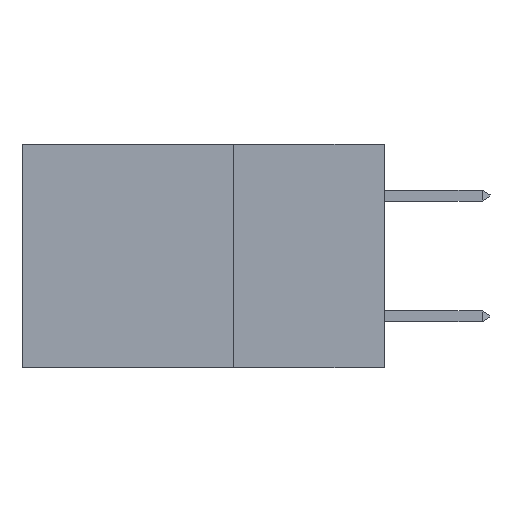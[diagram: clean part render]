
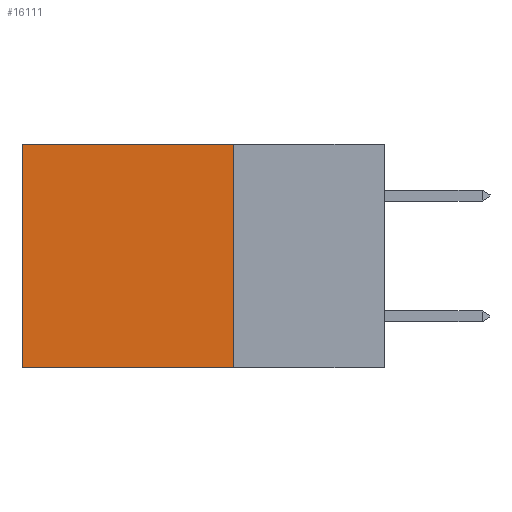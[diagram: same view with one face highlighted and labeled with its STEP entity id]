
A CAD part, left-side view. The second image highlights one B-rep face of the part: STEP entity #16111.
In plain terms, the highlighted planar face has unit normal (-1, 0, 0).
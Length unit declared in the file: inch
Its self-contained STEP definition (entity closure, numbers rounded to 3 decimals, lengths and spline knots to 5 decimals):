
#626 = LINE ( 'NONE', #4902, #13762 ) ;
#763 = VERTEX_POINT ( 'NONE', #30584 ) ;
#2542 = CARTESIAN_POINT ( 'NONE',  ( 0.2875, 0.6, 0. ) ) ;
#4762 = LINE ( 'NONE', #13358, #18387 ) ;
#4902 = CARTESIAN_POINT ( 'NONE',  ( 0.2875, 0.25, 0. ) ) ;
#5936 = VECTOR ( 'NONE', #23269, 39.37008 ) ;
#7125 = VECTOR ( 'NONE', #8093, 39.37008 ) ;
#7976 = LINE ( 'NONE', #2542, #7125 ) ;
#8093 = DIRECTION ( 'NONE',  ( 0., 0., -1. ) ) ;
#8955 = EDGE_CURVE ( 'NONE', #763, #15999, #25769, .T. ) ;
#13116 = DIRECTION ( 'NONE',  ( 0., 1., 0. ) ) ;
#13338 = EDGE_CURVE ( 'NONE', #763, #24308, #626, .T. ) ;
#13358 = CARTESIAN_POINT ( 'NONE',  ( 0.2875, 0.25, -0.37 ) ) ;
#13762 = VECTOR ( 'NONE', #13116, 39.37008 ) ;
#15142 = PLANE ( 'NONE',  #33044 ) ;
#15999 = VERTEX_POINT ( 'NONE', #19936 ) ;
#16111 = ADVANCED_FACE ( 'NONE', ( #18425 ), #15142, .F. ) ;
#16440 = EDGE_CURVE ( 'NONE', #15999, #29393, #4762, .T. ) ;
#17047 = ORIENTED_EDGE ( 'NONE', *, *, #16440, .F. ) ;
#18051 = CARTESIAN_POINT ( 'NONE',  ( 0.2875, 0.25, 0. ) ) ;
#18387 = VECTOR ( 'NONE', #36096, 39.37008 ) ;
#18425 = FACE_OUTER_BOUND ( 'NONE', #32831, .T. ) ;
#19936 = CARTESIAN_POINT ( 'NONE',  ( 0.2875, 0.25, -0.37 ) ) ;
#22392 = CARTESIAN_POINT ( 'NONE',  ( 0.2875, 0.25, 0. ) ) ;
#23269 = DIRECTION ( 'NONE',  ( 0., 0., -1. ) ) ;
#23520 = DIRECTION ( 'NONE',  ( 0., 0., -1. ) ) ;
#24308 = VERTEX_POINT ( 'NONE', #30483 ) ;
#25769 = LINE ( 'NONE', #22392, #5936 ) ;
#26321 = EDGE_CURVE ( 'NONE', #24308, #29393, #7976, .T. ) ;
#26367 = DIRECTION ( 'NONE',  ( 1., 0., 0. ) ) ;
#29393 = VERTEX_POINT ( 'NONE', #29536 ) ;
#29536 = CARTESIAN_POINT ( 'NONE',  ( 0.2875, 0.6, -0.37 ) ) ;
#30483 = CARTESIAN_POINT ( 'NONE',  ( 0.2875, 0.6, 0. ) ) ;
#30584 = CARTESIAN_POINT ( 'NONE',  ( 0.2875, 0.25, 0. ) ) ;
#31001 = ORIENTED_EDGE ( 'NONE', *, *, #13338, .T. ) ;
#32831 = EDGE_LOOP ( 'NONE', ( #36110, #17047, #35231, #31001 ) ) ;
#33044 = AXIS2_PLACEMENT_3D ( 'NONE', #18051, #26367, #23520 ) ;
#35231 = ORIENTED_EDGE ( 'NONE', *, *, #8955, .F. ) ;
#36096 = DIRECTION ( 'NONE',  ( 0., 1., 0. ) ) ;
#36110 = ORIENTED_EDGE ( 'NONE', *, *, #26321, .T. ) ;
